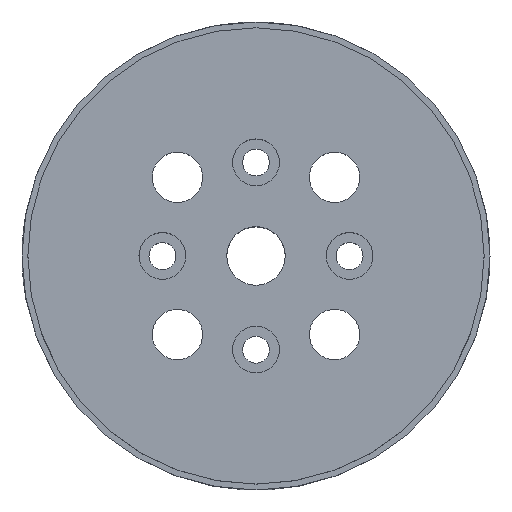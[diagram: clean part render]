
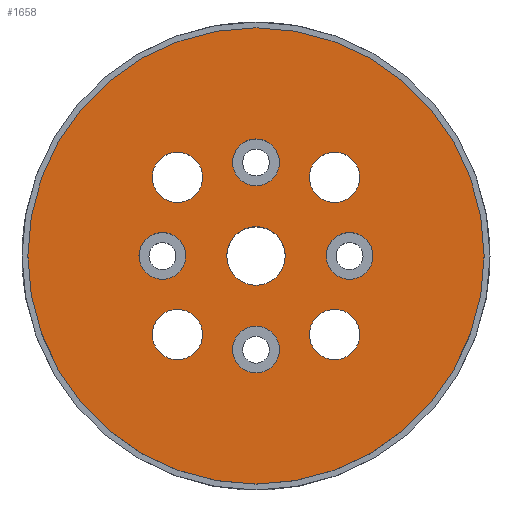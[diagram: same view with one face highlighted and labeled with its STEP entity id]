
A CAD part, top view. The second image highlights one B-rep face of the part: STEP entity #1658.
In plain terms, the highlighted planar face has unit normal (0, 0, 1).
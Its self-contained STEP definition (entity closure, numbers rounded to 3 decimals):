
#49=FACE_BOUND('',#313,.T.);
#50=FACE_BOUND('',#314,.T.);
#51=FACE_BOUND('',#315,.T.);
#52=FACE_BOUND('',#316,.T.);
#53=FACE_BOUND('',#317,.T.);
#54=FACE_BOUND('',#318,.T.);
#55=FACE_BOUND('',#319,.T.);
#56=FACE_BOUND('',#320,.T.);
#57=FACE_BOUND('',#321,.T.);
#87=CIRCLE('',#1727,2.5);
#96=CIRCLE('',#1747,2.);
#101=CIRCLE('',#1755,2.);
#102=CIRCLE('',#1757,2.);
#107=CIRCLE('',#1765,2.);
#117=CIRCLE('',#1803,2.15);
#118=CIRCLE('',#1805,2.15);
#119=CIRCLE('',#1807,2.15);
#120=CIRCLE('',#1809,2.15);
#121=CIRCLE('',#1811,19.5);
#209=FACE_OUTER_BOUND('',#312,.T.);
#312=EDGE_LOOP('',(#1408));
#313=EDGE_LOOP('',(#1409));
#314=EDGE_LOOP('',(#1410));
#315=EDGE_LOOP('',(#1411));
#316=EDGE_LOOP('',(#1412));
#317=EDGE_LOOP('',(#1413));
#318=EDGE_LOOP('',(#1414));
#319=EDGE_LOOP('',(#1415));
#320=EDGE_LOOP('',(#1416));
#321=EDGE_LOOP('',(#1417));
#714=VERTEX_POINT('',#2617);
#741=VERTEX_POINT('',#2697);
#746=VERTEX_POINT('',#2711);
#747=VERTEX_POINT('',#2715);
#752=VERTEX_POINT('',#2729);
#765=VERTEX_POINT('',#2808);
#766=VERTEX_POINT('',#2812);
#767=VERTEX_POINT('',#2816);
#768=VERTEX_POINT('',#2820);
#769=VERTEX_POINT('',#2824);
#883=EDGE_CURVE('',#714,#714,#87,.T.);
#924=EDGE_CURVE('',#741,#741,#96,.T.);
#930=EDGE_CURVE('',#746,#746,#101,.T.);
#932=EDGE_CURVE('',#747,#747,#102,.T.);
#938=EDGE_CURVE('',#752,#752,#107,.T.);
#976=EDGE_CURVE('',#765,#765,#117,.T.);
#978=EDGE_CURVE('',#766,#766,#118,.T.);
#980=EDGE_CURVE('',#767,#767,#119,.T.);
#982=EDGE_CURVE('',#768,#768,#120,.T.);
#985=EDGE_CURVE('',#769,#769,#121,.F.);
#1408=ORIENTED_EDGE('',*,*,#985,.T.);
#1409=ORIENTED_EDGE('',*,*,#883,.T.);
#1410=ORIENTED_EDGE('',*,*,#924,.T.);
#1411=ORIENTED_EDGE('',*,*,#930,.T.);
#1412=ORIENTED_EDGE('',*,*,#932,.T.);
#1413=ORIENTED_EDGE('',*,*,#938,.T.);
#1414=ORIENTED_EDGE('',*,*,#976,.T.);
#1415=ORIENTED_EDGE('',*,*,#978,.T.);
#1416=ORIENTED_EDGE('',*,*,#980,.T.);
#1417=ORIENTED_EDGE('',*,*,#982,.T.);
#1481=PLANE('',#1812);
#1658=ADVANCED_FACE('',(#209,#49,#50,#51,#52,#53,#54,#55,#56,#57),#1481,
 .T.);
#1727=AXIS2_PLACEMENT_3D('',#2619,#2011,#2012);
#1747=AXIS2_PLACEMENT_3D('',#2698,#2083,#2084);
#1755=AXIS2_PLACEMENT_3D('',#2712,#2100,#2101);
#1757=AXIS2_PLACEMENT_3D('',#2716,#2105,#2106);
#1765=AXIS2_PLACEMENT_3D('',#2730,#2122,#2123);
#1803=AXIS2_PLACEMENT_3D('',#2809,#2226,#2227);
#1805=AXIS2_PLACEMENT_3D('',#2813,#2231,#2232);
#1807=AXIS2_PLACEMENT_3D('',#2817,#2236,#2237);
#1809=AXIS2_PLACEMENT_3D('',#2821,#2241,#2242);
#1811=AXIS2_PLACEMENT_3D('',#2826,#2247,#2248);
#1812=AXIS2_PLACEMENT_3D('',#2827,#2249,#2250);
#2011=DIRECTION('center_axis',(0.,0.,-1.));
#2012=DIRECTION('ref_axis',(-1.,0.,0.));
#2083=DIRECTION('center_axis',(0.,0.,-1.));
#2084=DIRECTION('ref_axis',(-1.,0.,0.));
#2100=DIRECTION('center_axis',(0.,0.,-1.));
#2101=DIRECTION('ref_axis',(-1.,0.,0.));
#2105=DIRECTION('center_axis',(0.,0.,-1.));
#2106=DIRECTION('ref_axis',(-1.,0.,0.));
#2122=DIRECTION('center_axis',(0.,0.,-1.));
#2123=DIRECTION('ref_axis',(-1.,0.,0.));
#2226=DIRECTION('center_axis',(0.,0.,-1.));
#2227=DIRECTION('ref_axis',(1.,0.,0.));
#2231=DIRECTION('center_axis',(0.,0.,-1.));
#2232=DIRECTION('ref_axis',(1.,0.,0.));
#2236=DIRECTION('center_axis',(0.,0.,-1.));
#2237=DIRECTION('ref_axis',(1.,0.,0.));
#2241=DIRECTION('center_axis',(0.,0.,-1.));
#2242=DIRECTION('ref_axis',(1.,0.,0.));
#2247=DIRECTION('center_axis',(0.,0.,-1.));
#2248=DIRECTION('ref_axis',(1.,0.,0.));
#2249=DIRECTION('center_axis',(0.,0.,1.));
#2250=DIRECTION('ref_axis',(1.,0.,0.));
#2617=CARTESIAN_POINT('',(22.403,-30.,-19.55));
#2619=CARTESIAN_POINT('Origin',(19.903,-30.,-19.55));
#2697=CARTESIAN_POINT('',(13.903,-30.,-19.55));
#2698=CARTESIAN_POINT('Origin',(11.903,-30.,-19.55));
#2711=CARTESIAN_POINT('',(21.903,-38.,-19.55));
#2712=CARTESIAN_POINT('Origin',(19.903,-38.,-19.55));
#2715=CARTESIAN_POINT('',(21.903,-22.,-19.55));
#2716=CARTESIAN_POINT('Origin',(19.903,-22.,-19.55));
#2729=CARTESIAN_POINT('',(29.903,-30.,-19.55));
#2730=CARTESIAN_POINT('Origin',(27.903,-30.,-19.55));
#2808=CARTESIAN_POINT('',(24.47,-23.282,-19.55));
#2809=CARTESIAN_POINT('Origin',(26.62,-23.282,-19.55));
#2812=CARTESIAN_POINT('',(11.035,-36.718,-19.55));
#2813=CARTESIAN_POINT('Origin',(13.185,-36.718,-19.55));
#2816=CARTESIAN_POINT('',(11.035,-23.282,-19.55));
#2817=CARTESIAN_POINT('Origin',(13.185,-23.282,-19.55));
#2820=CARTESIAN_POINT('',(24.47,-36.718,-19.55));
#2821=CARTESIAN_POINT('Origin',(26.62,-36.718,-19.55));
#2824=CARTESIAN_POINT('',(0.403,-30.,-19.55));
#2826=CARTESIAN_POINT('Origin',(19.903,-30.,-19.55));
#2827=CARTESIAN_POINT('Origin',(19.903,-30.,-19.55));
